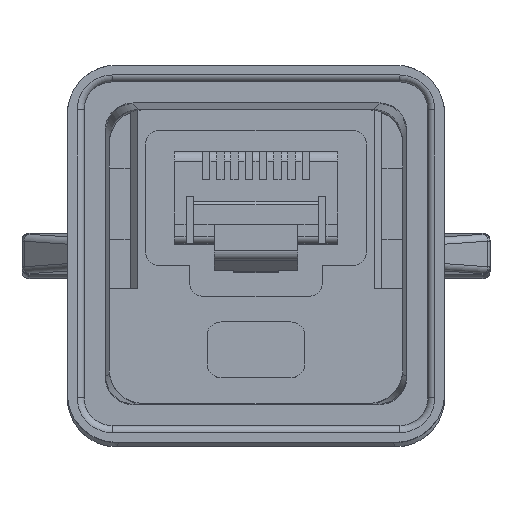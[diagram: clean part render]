
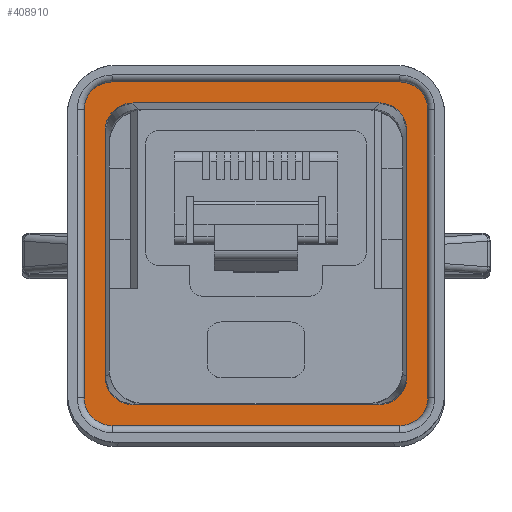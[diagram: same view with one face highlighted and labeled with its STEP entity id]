
A CAD part, top view. The second image highlights one B-rep face of the part: STEP entity #408910.
In plain terms, the highlighted face is planar.
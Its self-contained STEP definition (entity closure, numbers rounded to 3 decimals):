
#407300=CARTESIAN_POINT('',(45.981,53.311,-29.));
#407310=DIRECTION('',(0.,0.,-1.));
#407320=DIRECTION('',(-1.,0.,0.));
#407330=AXIS2_PLACEMENT_3D('',#407300,#407310,#407320);
#407340=PLANE('',#407330);
#407350=CARTESIAN_POINT('',(44.597,73.355,-29.));
#407360=DIRECTION('',(0.,0.,-1.));
#407370=DIRECTION('',(1.,0.,0.));
#407380=AXIS2_PLACEMENT_3D('',#407350,#407360,#407370);
#407390=CIRCLE('',#407380,2.);
#407400=CARTESIAN_POINT('',(44.597,75.355,-29.));
#407410=VERTEX_POINT('',#407400);
#407420=CARTESIAN_POINT('',(46.597,73.355,-29.));
#407430=VERTEX_POINT('',#407420);
#407440=EDGE_CURVE('',#407410,#407430,#407390,.T.);
#407450=ORIENTED_EDGE('',*,*,#407440,.T.);
#407460=CARTESIAN_POINT('',(76.762,75.355,-29.));
#407470=DIRECTION('',(-1.,0.,0.));
#407480=VECTOR('',#407470,1.);
#407490=LINE('',#407460,#407480);
#407500=CARTESIAN_POINT('',(23.997,75.355,-29.));
#407510=VERTEX_POINT('',#407500);
#407520=EDGE_CURVE('',#407410,#407510,#407490,.T.);
#407530=ORIENTED_EDGE('',*,*,#407520,.F.);
#407540=CARTESIAN_POINT('',(23.997,73.355,-29.));
#407550=DIRECTION('',(0.,0.,-1.));
#407560=DIRECTION('',(1.,0.,0.));
#407570=AXIS2_PLACEMENT_3D('',#407540,#407550,#407560);
#407580=CIRCLE('',#407570,2.);
#407590=CARTESIAN_POINT('',(21.997,73.355,-29.));
#407600=VERTEX_POINT('',#407590);
#407610=EDGE_CURVE('',#407600,#407510,#407580,.T.);
#407620=ORIENTED_EDGE('',*,*,#407610,.T.);
#407630=CARTESIAN_POINT('',(21.997,103.414,-29.));
#407640=DIRECTION('',(0.,-1.,0.));
#407650=VECTOR('',#407640,1.);
#407660=LINE('',#407630,#407650);
#407670=CARTESIAN_POINT('',(21.997,52.755,-29.));
#407680=VERTEX_POINT('',#407670);
#407690=EDGE_CURVE('',#407600,#407680,#407660,.T.);
#407700=ORIENTED_EDGE('',*,*,#407690,.F.);
#407710=CARTESIAN_POINT('',(23.997,52.755,-29.));
#407720=DIRECTION('',(0.,0.,-1.));
#407730=DIRECTION('',(1.,0.,0.));
#407740=AXIS2_PLACEMENT_3D('',#407710,#407720,#407730);
#407750=CIRCLE('',#407740,2.);
#407760=CARTESIAN_POINT('',(23.997,50.755,-29.));
#407770=VERTEX_POINT('',#407760);
#407780=EDGE_CURVE('',#407770,#407680,#407750,.T.);
#407790=ORIENTED_EDGE('',*,*,#407780,.T.);
#407800=CARTESIAN_POINT('',(76.762,50.755,-29.));
#407810=DIRECTION('',(1.,0.,0.));
#407820=VECTOR('',#407810,1.);
#407830=LINE('',#407800,#407820);
#407840=CARTESIAN_POINT('',(44.597,50.755,-29.));
#407850=VERTEX_POINT('',#407840);
#407860=EDGE_CURVE('',#407770,#407850,#407830,.T.);
#407870=ORIENTED_EDGE('',*,*,#407860,.F.);
#407880=CARTESIAN_POINT('',(44.597,52.755,-29.));
#407890=DIRECTION('',(0.,0.,-1.));
#407900=DIRECTION('',(1.,0.,0.));
#407910=AXIS2_PLACEMENT_3D('',#407880,#407890,#407900);
#407920=CIRCLE('',#407910,2.);
#407930=CARTESIAN_POINT('',(46.597,52.755,-29.));
#407940=VERTEX_POINT('',#407930);
#407950=EDGE_CURVE('',#407940,#407850,#407920,.T.);
#407960=ORIENTED_EDGE('',*,*,#407950,.T.);
#407970=CARTESIAN_POINT('',(46.597,103.414,-29.));
#407980=DIRECTION('',(0.,1.,0.));
#407990=VECTOR('',#407980,1.);
#408000=LINE('',#407970,#407990);
#408010=EDGE_CURVE('',#407940,#407430,#408000,.T.);
#408020=ORIENTED_EDGE('',*,*,#408010,.F.);
#408030=EDGE_LOOP('',(#408020,#407960,#407870,#407790,#407700,#407620,
#407530,#407450));
#408040=FACE_OUTER_BOUND('',#408030,.T.);
#408050=CARTESIAN_POINT('',(76.762,52.255,-29.));
#408060=DIRECTION('',(1.,0.,0.));
#408070=VECTOR('',#408060,1.);
#408080=LINE('',#408050,#408070);
#408090=CARTESIAN_POINT('',(25.497,52.255,-29.));
#408100=VERTEX_POINT('',#408090);
#408110=CARTESIAN_POINT('',(43.097,52.255,-29.));
#408120=VERTEX_POINT('',#408110);
#408130=EDGE_CURVE('',#408100,#408120,#408080,.T.);
#408140=ORIENTED_EDGE('',*,*,#408130,.T.);
#408150=CARTESIAN_POINT('',(25.497,52.255,-29.));
#408160=CARTESIAN_POINT('',(25.146,52.255,-29.));
#408170=CARTESIAN_POINT('',(24.801,52.347,-29.));
#408180=CARTESIAN_POINT('',(24.193,52.698,-29.));
#408190=CARTESIAN_POINT('',(23.94,52.95,-29.));
#408200=CARTESIAN_POINT('',(23.589,53.558,-29.));
#408210=CARTESIAN_POINT('',(23.497,53.903,-29.));
#408220=CARTESIAN_POINT('',(23.497,54.254,-29.));
#408230=B_SPLINE_CURVE_WITH_KNOTS('',3,(#408150,#408160,#408170,#408180,
#408190,#408200,#408210,#408220),.UNSPECIFIED.,.F.,.F.,(4,2,2,4),(0.,1.,
2.,3.),.UNSPECIFIED.);
#408240=CARTESIAN_POINT('',(23.497,54.254,-29.));
#408250=VERTEX_POINT('',#408240);
#408260=EDGE_CURVE('',#408100,#408250,#408230,.T.);
#408270=ORIENTED_EDGE('',*,*,#408260,.F.);
#408280=CARTESIAN_POINT('',(23.497,103.414,-29.));
#408290=DIRECTION('',(0.,-1.,0.));
#408300=VECTOR('',#408290,1.);
#408310=LINE('',#408280,#408300);
#408320=CARTESIAN_POINT('',(23.497,71.855,-29.));
#408330=VERTEX_POINT('',#408320);
#408340=EDGE_CURVE('',#408330,#408250,#408310,.T.);
#408350=ORIENTED_EDGE('',*,*,#408340,.T.);
#408360=CARTESIAN_POINT('',(23.497,71.855,-29.));
#408370=CARTESIAN_POINT('',(23.497,72.206,-29.));
#408380=CARTESIAN_POINT('',(23.589,72.551,-29.));
#408390=CARTESIAN_POINT('',(23.94,73.159,-29.));
#408400=CARTESIAN_POINT('',(24.193,73.411,-29.));
#408410=CARTESIAN_POINT('',(24.801,73.762,-29.));
#408420=CARTESIAN_POINT('',(25.146,73.855,-29.));
#408430=CARTESIAN_POINT('',(25.497,73.855,-29.));
#408440=B_SPLINE_CURVE_WITH_KNOTS('',3,(#408360,#408370,#408380,#408390,
#408400,#408410,#408420,#408430),.UNSPECIFIED.,.F.,.F.,(4,2,2,4),(0.,1.,
2.,3.),.UNSPECIFIED.);
#408450=CARTESIAN_POINT('',(25.497,73.855,-29.));
#408460=VERTEX_POINT('',#408450);
#408470=EDGE_CURVE('',#408330,#408460,#408440,.T.);
#408480=ORIENTED_EDGE('',*,*,#408470,.F.);
#408490=CARTESIAN_POINT('',(76.762,73.855,-29.));
#408500=DIRECTION('',(-1.,0.,0.));
#408510=VECTOR('',#408500,1.);
#408520=LINE('',#408490,#408510);
#408530=CARTESIAN_POINT('',(43.097,73.855,-29.));
#408540=VERTEX_POINT('',#408530);
#408550=EDGE_CURVE('',#408540,#408460,#408520,.T.);
#408560=ORIENTED_EDGE('',*,*,#408550,.T.);
#408570=CARTESIAN_POINT('',(43.097,73.855,-29.));
#408580=CARTESIAN_POINT('',(43.448,73.855,-29.));
#408590=CARTESIAN_POINT('',(43.793,73.762,-29.));
#408600=CARTESIAN_POINT('',(44.401,73.411,-29.));
#408610=CARTESIAN_POINT('',(44.653,73.159,-29.));
#408620=CARTESIAN_POINT('',(45.004,72.551,-29.));
#408630=CARTESIAN_POINT('',(45.097,72.206,-29.));
#408640=CARTESIAN_POINT('',(45.097,71.855,-29.));
#408650=B_SPLINE_CURVE_WITH_KNOTS('',3,(#408570,#408580,#408590,#408600,
#408610,#408620,#408630,#408640),.UNSPECIFIED.,.F.,.F.,(4,2,2,4),(0.,1.,
2.,3.),.UNSPECIFIED.);
#408660=CARTESIAN_POINT('',(45.097,71.855,-29.));
#408670=VERTEX_POINT('',#408660);
#408680=EDGE_CURVE('',#408540,#408670,#408650,.T.);
#408690=ORIENTED_EDGE('',*,*,#408680,.F.);
#408700=CARTESIAN_POINT('',(45.097,103.414,-29.));
#408710=DIRECTION('',(0.,1.,0.));
#408720=VECTOR('',#408710,1.);
#408730=LINE('',#408700,#408720);
#408740=CARTESIAN_POINT('',(45.097,54.254,-29.));
#408750=VERTEX_POINT('',#408740);
#408760=EDGE_CURVE('',#408750,#408670,#408730,.T.);
#408770=ORIENTED_EDGE('',*,*,#408760,.T.);
#408780=CARTESIAN_POINT('',(45.097,54.254,-29.));
#408790=CARTESIAN_POINT('',(45.097,53.903,-29.));
#408800=CARTESIAN_POINT('',(45.004,53.558,-29.));
#408810=CARTESIAN_POINT('',(44.653,52.95,-29.));
#408820=CARTESIAN_POINT('',(44.401,52.698,-29.));
#408830=CARTESIAN_POINT('',(43.793,52.347,-29.));
#408840=CARTESIAN_POINT('',(43.448,52.255,-29.));
#408850=CARTESIAN_POINT('',(43.097,52.255,-29.));
#408860=B_SPLINE_CURVE_WITH_KNOTS('',3,(#408780,#408790,#408800,#408810,
#408820,#408830,#408840,#408850),.UNSPECIFIED.,.F.,.F.,(4,2,2,4),(0.,1.,
2.,3.),.UNSPECIFIED.);
#408870=EDGE_CURVE('',#408750,#408120,#408860,.T.);
#408880=ORIENTED_EDGE('',*,*,#408870,.F.);
#408890=EDGE_LOOP('',(#408880,#408770,#408690,#408560,#408480,#408350,
#408270,#408140));
#408900=FACE_BOUND('',#408890,.T.);
#408910=ADVANCED_FACE('',(#408040,#408900),#407340,.T.);
